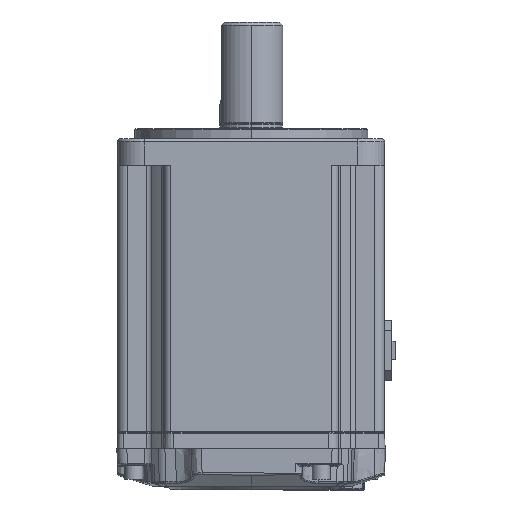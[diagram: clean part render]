
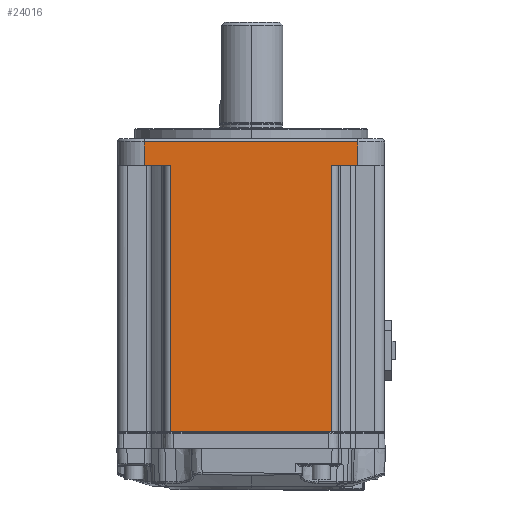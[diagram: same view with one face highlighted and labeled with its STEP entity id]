
A CAD part, top view. The second image highlights one B-rep face of the part: STEP entity #24016.
In plain terms, the highlighted planar face has unit normal (0, 0, 1).
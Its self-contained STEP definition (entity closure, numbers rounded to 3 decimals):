
#723=PLANE('',#25952);
#2434=VECTOR('',#29422,1.);
#2452=VECTOR('',#29501,1.);
#2455=VECTOR('',#29513,1.);
#2456=VECTOR('',#29515,1.);
#2457=VECTOR('',#29516,1.);
#2458=VECTOR('',#29517,1.);
#2459=VECTOR('',#29518,1.);
#2460=VECTOR('',#29519,1.);
#4054=LINE('',#43869,#2434);
#4072=LINE('',#43952,#2452);
#4075=LINE('',#43964,#2455);
#4076=LINE('',#43966,#2456);
#4077=LINE('',#43969,#2457);
#4078=LINE('',#43971,#2458);
#4079=LINE('',#43972,#2459);
#4080=LINE('',#43974,#2460);
#6041=VERTEX_POINT('',#43868);
#6042=VERTEX_POINT('',#43870);
#6074=VERTEX_POINT('',#43951);
#6075=VERTEX_POINT('',#43953);
#6079=VERTEX_POINT('',#43967);
#6080=VERTEX_POINT('',#43968);
#6081=VERTEX_POINT('',#43970);
#6082=VERTEX_POINT('',#43973);
#9995=EDGE_CURVE('',#6042,#6041,#4054,.T.);
#10037=EDGE_CURVE('',#6075,#6074,#4072,.T.);
#10043=EDGE_CURVE('',#6041,#6075,#4075,.T.);
#10044=EDGE_CURVE('',#6079,#6080,#4076,.T.);
#10045=EDGE_CURVE('',#6080,#6081,#4077,.T.);
#10046=EDGE_CURVE('',#6042,#6081,#4078,.T.);
#10047=EDGE_CURVE('',#6082,#6074,#4079,.T.);
#10048=EDGE_CURVE('',#6079,#6082,#4080,.T.);
#14601=ORIENTED_EDGE('',*,*,#10044,.T.);
#14602=ORIENTED_EDGE('',*,*,#10045,.T.);
#14603=ORIENTED_EDGE('',*,*,#10046,.F.);
#14604=ORIENTED_EDGE('',*,*,#9995,.T.);
#14605=ORIENTED_EDGE('',*,*,#10043,.T.);
#14606=ORIENTED_EDGE('',*,*,#10037,.T.);
#14607=ORIENTED_EDGE('',*,*,#10047,.F.);
#14608=ORIENTED_EDGE('',*,*,#10048,.F.);
#20677=EDGE_LOOP('',(#14601,#14602,#14603,#14604,#14605,#14606,#14607,#14608));
#22353=FACE_BOUND('',#20677,.T.);
#24016=ADVANCED_FACE('',(#22353),#723,.T.);
#25952=AXIS2_PLACEMENT_3D('',#43965,#29514,$);
#29422=DIRECTION('',(1.,0.,0.));
#29501=DIRECTION('',(1.,0.,0.));
#29513=DIRECTION('',(0.,1.,0.));
#29514=DIRECTION('',(0.,0.,1.));
#29515=DIRECTION('',(0.,-1.,0.));
#29516=DIRECTION('',(1.,0.,0.));
#29517=DIRECTION('',(0.,1.,0.));
#29518=DIRECTION('',(0.,-1.,0.));
#29519=DIRECTION('',(1.,0.,0.));
#43868=CARTESIAN_POINT('',(24.035,-87.8,40.));
#43869=CARTESIAN_POINT('',(-24.035,-87.8,40.));
#43870=CARTESIAN_POINT('',(-24.035,-87.8,40.));
#43951=CARTESIAN_POINT('',(32.,-8.,40.));
#43952=CARTESIAN_POINT('',(24.035,-8.,40.));
#43953=CARTESIAN_POINT('',(24.035,-8.,40.));
#43964=CARTESIAN_POINT('',(24.035,-87.8,40.));
#43965=CARTESIAN_POINT('',(-40.,0.,40.));
#43966=CARTESIAN_POINT('',(-32.,-1.,40.));
#43967=CARTESIAN_POINT('',(-32.,-1.,40.));
#43968=CARTESIAN_POINT('',(-32.,-8.,40.));
#43969=CARTESIAN_POINT('',(-32.,-8.,40.));
#43970=CARTESIAN_POINT('',(-24.035,-8.,40.));
#43971=CARTESIAN_POINT('',(-24.035,-87.8,40.));
#43972=CARTESIAN_POINT('',(32.,-1.,40.));
#43973=CARTESIAN_POINT('',(32.,-1.,40.));
#43974=CARTESIAN_POINT('',(-32.,-1.,40.));
